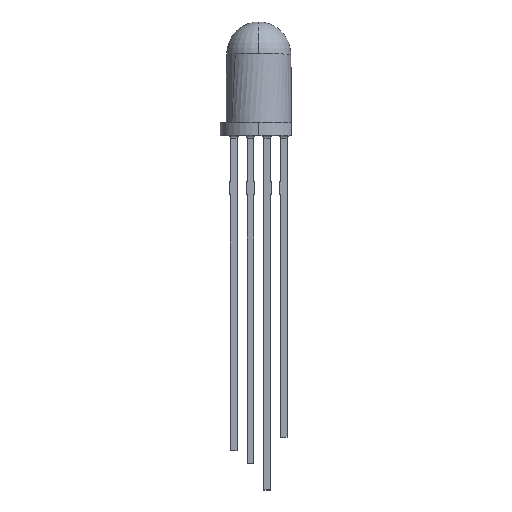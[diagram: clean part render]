
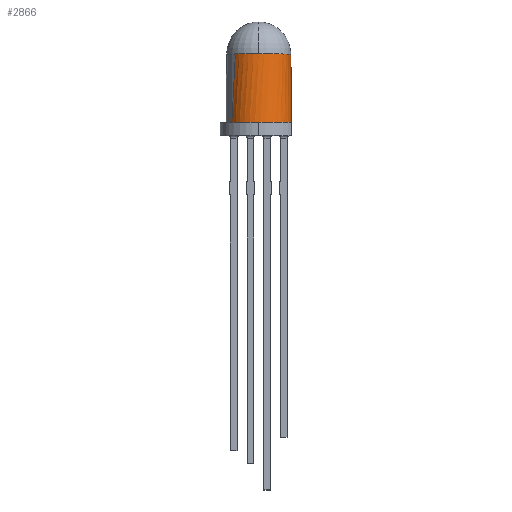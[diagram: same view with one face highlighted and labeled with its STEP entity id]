
A CAD part, top view. The second image highlights one B-rep face of the part: STEP entity #2866.
In plain terms, the highlighted free-form (B-spline) face has degree [3, 1] with [7, 2] control points.
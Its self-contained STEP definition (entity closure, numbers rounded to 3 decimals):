
#97 = B_SPLINE_CURVE_WITH_KNOTS ( 'NONE', 1,
 ( #3564, #2434 ),
 .UNSPECIFIED., .F., .F.,
 ( 2, 2 ),
 ( 0., 0.681 ),
 .UNSPECIFIED. ) ;
#110 = CARTESIAN_POINT ( 'NONE',  ( 4.92, 0., 2.653 ) ) ;
#124 = CARTESIAN_POINT ( 'NONE',  ( -1.943, 7.65, -5.122 ) ) ;
#167 = AXIS2_PLACEMENT_3D ( 'NONE', #754, #2175, #1033 ) ;
#288 = ORIENTED_EDGE ( 'NONE', *, *, #3136, .F. ) ;
#363 = CARTESIAN_POINT ( 'NONE',  ( 1.943, 7.65, 5.122 ) ) ;
#414 = ORIENTED_EDGE ( 'NONE', *, *, #1670, .T. ) ;
#472 = CIRCLE ( 'NONE', #1700, 2.454 ) ;
#659 = CARTESIAN_POINT ( 'NONE',  ( -0.83, 0., -5.528 ) ) ;
#688 =( BOUNDED_SURFACE ( )  B_SPLINE_SURFACE ( 3, 1, ( 
 ( #2588, #2848 ),
 ( #3458, #363 ),
 ( #110, #2008 ),
 ( #3423, #3165 ),
 ( #659, #124 ),
 ( #893, #1483 ),
 ( #2571, #2835 ) ),
 .UNSPECIFIED., .T., .F., .F. ) 
 B_SPLINE_SURFACE_WITH_KNOTS ( ( 4, 3, 4 ),
 ( 2, 2 ),
 ( 0., 0.5, 1. ),
 ( 0., 1. ),
 .UNSPECIFIED. ) 
 GEOMETRIC_REPRESENTATION_ITEM ( )  RATIONAL_B_SPLINE_SURFACE ( (
 ( 1., 1.),
 ( 0.333, 0.333),
 ( 0.333, 0.333),
 ( 1., 1.),
 ( 0.333, 0.333),
 ( 0.333, 0.333),
 ( 1., 1.) ) ) 
 REPRESENTATION_ITEM ( '' )  SURFACE ( )  );
#754 = CARTESIAN_POINT ( 'NONE',  ( 0., 0., 0. ) ) ;
#893 = CARTESIAN_POINT ( 'NONE',  ( -4.92, 0., -2.653 ) ) ;
#1020 = VERTEX_POINT ( 'NONE', #2041 ) ;
#1033 = DIRECTION ( 'NONE',  ( 0., 0., 1. ) ) ;
#1085 = CARTESIAN_POINT ( 'NONE',  ( 1.783, 5.21, -1.686 ) ) ;
#1127 = DIRECTION ( 'NONE',  ( 0., -1., 0. ) ) ;
#1183 = DIRECTION ( 'NONE',  ( 0., 1., 0. ) ) ;
#1200 = CARTESIAN_POINT ( 'NONE',  ( -1.783, 5.21, 1.686 ) ) ;
#1204 = CARTESIAN_POINT ( 'NONE',  ( 0., 0., 0. ) ) ;
#1276 = VERTEX_POINT ( 'NONE', #1632 ) ;
#1302 = CIRCLE ( 'NONE', #2706, 2.454 ) ;
#1303 = ORIENTED_EDGE ( 'NONE', *, *, #3483, .T. ) ;
#1387 = CARTESIAN_POINT ( 'NONE',  ( 0., 5.21, 0. ) ) ;
#1442 = CIRCLE ( 'NONE', #167, 2.5 ) ;
#1468 = DIRECTION ( 'NONE',  ( 0., 0., 1. ) ) ;
#1483 = CARTESIAN_POINT ( 'NONE',  ( -5.264, 7.65, -1.519 ) ) ;
#1488 = VERTEX_POINT ( 'NONE', #2426 ) ;
#1539 = ORIENTED_EDGE ( 'NONE', *, *, #2189, .T. ) ;
#1545 = CARTESIAN_POINT ( 'NONE',  ( 1.783, 5.21, -1.686 ) ) ;
#1632 = CARTESIAN_POINT ( 'NONE',  ( 0., 5.21, 2.454 ) ) ;
#1670 = EDGE_CURVE ( 'NONE', #1276, #2350, #472, .T. ) ;
#1700 = AXIS2_PLACEMENT_3D ( 'NONE', #1387, #3095, #3088 ) ;
#1737 = EDGE_CURVE ( 'NONE', #2724, #3333, #3439, .T. ) ;
#1806 = CIRCLE ( 'NONE', #2919, 2.5 ) ;
#1807 = EDGE_CURVE ( 'NONE', #3333, #1276, #1302, .T. ) ;
#1927 = ORIENTED_EDGE ( 'NONE', *, *, #1737, .T. ) ;
#1942 = CARTESIAN_POINT ( 'NONE',  ( 0., 5.21, 0. ) ) ;
#1954 = DIRECTION ( 'NONE',  ( 0., 0., 1. ) ) ;
#2008 = CARTESIAN_POINT ( 'NONE',  ( 5.264, 7.65, 1.519 ) ) ;
#2041 = CARTESIAN_POINT ( 'NONE',  ( 2.5, 0., 0. ) ) ;
#2175 = DIRECTION ( 'NONE',  ( 0., 1., 0. ) ) ;
#2189 = EDGE_CURVE ( 'NONE', #1020, #2724, #1442, .T. ) ;
#2350 = VERTEX_POINT ( 'NONE', #1200 ) ;
#2426 = CARTESIAN_POINT ( 'NONE',  ( -2.045, 0., 1.438 ) ) ;
#2434 = CARTESIAN_POINT ( 'NONE',  ( -1.783, 5.21, 1.686 ) ) ;
#2571 = CARTESIAN_POINT ( 'NONE',  ( -2.045, 0., 1.438 ) ) ;
#2588 = CARTESIAN_POINT ( 'NONE',  ( -2.045, 0., 1.438 ) ) ;
#2706 = AXIS2_PLACEMENT_3D ( 'NONE', #1942, #1127, #1954 ) ;
#2715 = FACE_OUTER_BOUND ( 'NONE', #3204, .T. ) ;
#2724 = VERTEX_POINT ( 'NONE', #3115 ) ;
#2835 = CARTESIAN_POINT ( 'NONE',  ( -1.66, 7.65, 1.802 ) ) ;
#2848 = CARTESIAN_POINT ( 'NONE',  ( -1.66, 7.65, 1.802 ) ) ;
#2866 = ADVANCED_FACE ( 'NONE', ( #2715 ), #688, .T. ) ;
#2919 = AXIS2_PLACEMENT_3D ( 'NONE', #1204, #1183, #1468 ) ;
#2950 = CARTESIAN_POINT ( 'NONE',  ( 2.045, 0., -1.438 ) ) ;
#3088 = DIRECTION ( 'NONE',  ( 0., 0., 1. ) ) ;
#3095 = DIRECTION ( 'NONE',  ( 0., -1., 0. ) ) ;
#3115 = CARTESIAN_POINT ( 'NONE',  ( 2.045, 0., -1.438 ) ) ;
#3136 = EDGE_CURVE ( 'NONE', #1488, #2350, #97, .T. ) ;
#3154 = ORIENTED_EDGE ( 'NONE', *, *, #1807, .T. ) ;
#3165 = CARTESIAN_POINT ( 'NONE',  ( 1.66, 7.65, -1.802 ) ) ;
#3204 = EDGE_LOOP ( 'NONE', ( #1539, #1927, #3154, #414, #288, #1303 ) ) ;
#3333 = VERTEX_POINT ( 'NONE', #1085 ) ;
#3423 = CARTESIAN_POINT ( 'NONE',  ( 2.045, 0., -1.438 ) ) ;
#3439 = B_SPLINE_CURVE_WITH_KNOTS ( 'NONE', 1,
 ( #2950, #1545 ),
 .UNSPECIFIED., .F., .F.,
 ( 2, 2 ),
 ( 0., 0.681 ),
 .UNSPECIFIED. ) ;
#3458 = CARTESIAN_POINT ( 'NONE',  ( 0.83, 0., 5.528 ) ) ;
#3483 = EDGE_CURVE ( 'NONE', #1488, #1020, #1806, .T. ) ;
#3564 = CARTESIAN_POINT ( 'NONE',  ( -2.045, 0., 1.438 ) ) ;
